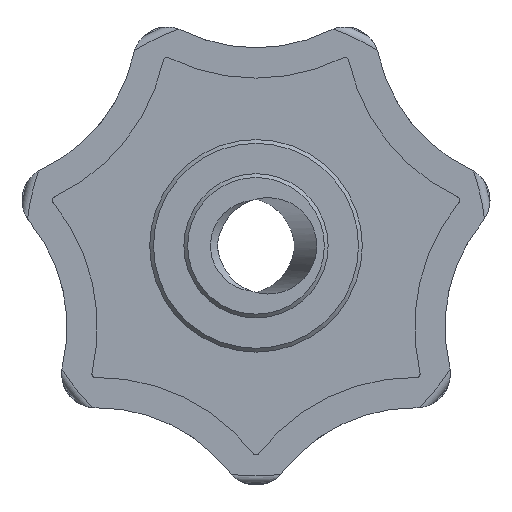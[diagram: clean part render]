
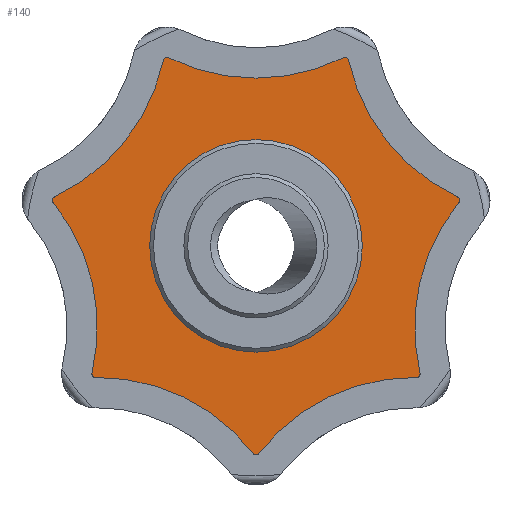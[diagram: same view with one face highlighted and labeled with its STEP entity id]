
A CAD part, front view. The second image highlights one B-rep face of the part: STEP entity #140.
In plain terms, the highlighted planar face has unit normal (0, -1, 0).
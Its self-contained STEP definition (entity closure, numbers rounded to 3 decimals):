
#140 = ADVANCED_FACE( '', ( #332, #333 ), #334, .F. );
#332 = FACE_OUTER_BOUND( '', #582, .T. );
#333 = FACE_BOUND( '', #583, .T. );
#334 = PLANE( '', #584 );
#582 = EDGE_LOOP( '', ( #930, #931, #932, #933, #934, #935, #936, #937, #938, #939, #940, #941, #942, #943 ) );
#583 = EDGE_LOOP( '', ( #944 ) );
#584 = AXIS2_PLACEMENT_3D( '', #945, #946, #947 );
#930 = ORIENTED_EDGE( '', *, *, #1537, .T. );
#931 = ORIENTED_EDGE( '', *, *, #1449, .F. );
#932 = ORIENTED_EDGE( '', *, *, #1538, .T. );
#933 = ORIENTED_EDGE( '', *, *, #1458, .F. );
#934 = ORIENTED_EDGE( '', *, *, #1453, .T. );
#935 = ORIENTED_EDGE( '', *, *, #1526, .F. );
#936 = ORIENTED_EDGE( '', *, *, #1539, .T. );
#937 = ORIENTED_EDGE( '', *, *, #1540, .F. );
#938 = ORIENTED_EDGE( '', *, *, #1541, .T. );
#939 = ORIENTED_EDGE( '', *, *, #1485, .F. );
#940 = ORIENTED_EDGE( '', *, *, #1542, .T. );
#941 = ORIENTED_EDGE( '', *, *, #1463, .F. );
#942 = ORIENTED_EDGE( '', *, *, #1543, .T. );
#943 = ORIENTED_EDGE( '', *, *, #1544, .F. );
#944 = ORIENTED_EDGE( '', *, *, #1514, .T. );
#945 = CARTESIAN_POINT( '', ( -34., 31.3, -13.768 ) );
#946 = DIRECTION( '', ( 0., 1., 0. ) );
#947 = DIRECTION( '', ( 0., 0., 1. ) );
#1449 = EDGE_CURVE( '', #1719, #1714, #1721, .T. );
#1453 = EDGE_CURVE( '', #1728, #1726, #1729, .T. );
#1458 = EDGE_CURVE( '', #1728, #1732, #1736, .T. );
#1463 = EDGE_CURVE( '', #1743, #1738, #1745, .T. );
#1485 = EDGE_CURVE( '', #1783, #1778, #1785, .T. );
#1514 = EDGE_CURVE( '', #1834, #1834, #1835, .T. );
#1526 = EDGE_CURVE( '', #1852, #1726, #1854, .T. );
#1537 = EDGE_CURVE( '', #1868, #1714, #1869, .T. );
#1538 = EDGE_CURVE( '', #1719, #1732, #1870, .T. );
#1539 = EDGE_CURVE( '', #1852, #1871, #1872, .T. );
#1540 = EDGE_CURVE( '', #1873, #1871, #1874, .T. );
#1541 = EDGE_CURVE( '', #1873, #1778, #1875, .T. );
#1542 = EDGE_CURVE( '', #1783, #1738, #1876, .T. );
#1543 = EDGE_CURVE( '', #1743, #1877, #1878, .T. );
#1544 = EDGE_CURVE( '', #1868, #1877, #1879, .T. );
#1714 = VERTEX_POINT( '', #2141 );
#1719 = VERTEX_POINT( '', #2147 );
#1721 = CIRCLE( '', #2150, 0.5 );
#1726 = VERTEX_POINT( '', #2155 );
#1728 = VERTEX_POINT( '', #2158 );
#1729 = CIRCLE( '', #2159, 26. );
#1732 = VERTEX_POINT( '', #2163 );
#1736 = CIRCLE( '', #2168, 0.5 );
#1738 = VERTEX_POINT( '', #2170 );
#1743 = VERTEX_POINT( '', #2176 );
#1745 = CIRCLE( '', #2179, 0.5 );
#1778 = VERTEX_POINT( '', #2310 );
#1783 = VERTEX_POINT( '', #2316 );
#1785 = CIRCLE( '', #2319, 0.5 );
#1834 = VERTEX_POINT( '', #2486 );
#1835 = CIRCLE( '', #2487, 14. );
#1852 = VERTEX_POINT( '', #2517 );
#1854 = CIRCLE( '', #2520, 0.5 );
#1868 = VERTEX_POINT( '', #2605 );
#1869 = CIRCLE( '', #2606, 26. );
#1870 = CIRCLE( '', #2607, 26. );
#1871 = VERTEX_POINT( '', #2608 );
#1872 = CIRCLE( '', #2609, 26. );
#1873 = VERTEX_POINT( '', #2610 );
#1874 = CIRCLE( '', #2611, 0.5 );
#1875 = CIRCLE( '', #2612, 26. );
#1876 = CIRCLE( '', #2613, 26. );
#1877 = VERTEX_POINT( '', #2614 );
#1878 = CIRCLE( '', #2615, 26. );
#1879 = CIRCLE( '', #2616, 0.5 );
#2141 = CARTESIAN_POINT( '', ( -21.596, 31.3, -16.719 ) );
#2147 = CARTESIAN_POINT( '', ( -21.105, 31.3, -17.334 ) );
#2150 = AXIS2_PLACEMENT_3D( '', #3338, #3339, #3340 );
#2155 = CARTESIAN_POINT( '', ( 21.105, 31.3, -17.334 ) );
#2158 = CARTESIAN_POINT( '', ( 0.394, 31.3, -27.308 ) );
#2159 = AXIS2_PLACEMENT_3D( '', #3345, #3346, #3347 );
#2163 = CARTESIAN_POINT( '', ( -0.394, 31.3, -27.308 ) );
#2168 = AXIS2_PLACEMENT_3D( '', #3353, #3354, #3355 );
#2170 = CARTESIAN_POINT( '', ( -11.494, 31.3, 24.775 ) );
#2176 = CARTESIAN_POINT( '', ( -12.203, 31.3, 24.433 ) );
#2179 = AXIS2_PLACEMENT_3D( '', #3361, #3362, #3363 );
#2310 = CARTESIAN_POINT( '', ( 12.203, 31.3, 24.433 ) );
#2316 = CARTESIAN_POINT( '', ( 11.494, 31.3, 24.775 ) );
#2319 = AXIS2_PLACEMENT_3D( '', #3386, #3387, #3388 );
#2486 = CARTESIAN_POINT( '', ( 14., 31.3, 0. ) );
#2487 = AXIS2_PLACEMENT_3D( '', #3426, #3427, #3428 );
#2517 = CARTESIAN_POINT( '', ( 21.596, 31.3, -16.719 ) );
#2520 = AXIS2_PLACEMENT_3D( '', #3448, #3449, #3450 );
#2605 = CARTESIAN_POINT( '', ( -26.711, 31.3, 5.693 ) );
#2606 = AXIS2_PLACEMENT_3D( '', #3457, #3458, #3459 );
#2607 = AXIS2_PLACEMENT_3D( '', #3460, #3461, #3462 );
#2608 = CARTESIAN_POINT( '', ( 26.711, 31.3, 5.693 ) );
#2609 = AXIS2_PLACEMENT_3D( '', #3463, #3464, #3465 );
#2610 = CARTESIAN_POINT( '', ( 26.536, 31.3, 6.461 ) );
#2611 = AXIS2_PLACEMENT_3D( '', #3466, #3467, #3468 );
#2612 = AXIS2_PLACEMENT_3D( '', #3469, #3470, #3471 );
#2613 = AXIS2_PLACEMENT_3D( '', #3472, #3473, #3474 );
#2614 = CARTESIAN_POINT( '', ( -26.536, 31.3, 6.461 ) );
#2615 = AXIS2_PLACEMENT_3D( '', #3475, #3476, #3477 );
#2616 = AXIS2_PLACEMENT_3D( '', #3478, #3479, #3480 );
#3338 = CARTESIAN_POINT( '', ( -21.109, 31.3, -16.834 ) );
#3339 = DIRECTION( '', ( 0., 1., 0. ) );
#3340 = DIRECTION( '', ( 1., 0., 0. ) );
#3345 = CARTESIAN_POINT( '', ( 20.868, 31.3, -43.333 ) );
#3346 = DIRECTION( '', ( 0., 1., 0. ) );
#3347 = DIRECTION( '', ( 1., 0., 0. ) );
#3353 = CARTESIAN_POINT( '', ( 0., 31.3, -27. ) );
#3354 = DIRECTION( '', ( 0., 1., 0. ) );
#3355 = DIRECTION( '', ( 1., 0., 0. ) );
#3361 = CARTESIAN_POINT( '', ( -11.715, 31.3, 24.326 ) );
#3362 = DIRECTION( '', ( 0., 1., 0. ) );
#3363 = DIRECTION( '', ( 1., 0., 0. ) );
#3386 = CARTESIAN_POINT( '', ( 11.715, 31.3, 24.326 ) );
#3387 = DIRECTION( '', ( 0., 1., 0. ) );
#3388 = DIRECTION( '', ( 1., 0., 0. ) );
#3426 = CARTESIAN_POINT( '', ( 0., 31.3, 0. ) );
#3427 = DIRECTION( '', ( 0., 1., 0. ) );
#3428 = DIRECTION( '', ( 1., 0., 0. ) );
#3448 = CARTESIAN_POINT( '', ( 21.109, 31.3, -16.834 ) );
#3449 = DIRECTION( '', ( 0., 1., 0. ) );
#3450 = DIRECTION( '', ( 1., 0., 0. ) );
#3457 = CARTESIAN_POINT( '', ( -46.89, 31.3, -10.702 ) );
#3458 = DIRECTION( '', ( 0., 1., 0. ) );
#3459 = DIRECTION( '', ( 1., 0., 0. ) );
#3460 = CARTESIAN_POINT( '', ( -20.868, 31.3, -43.333 ) );
#3461 = DIRECTION( '', ( 0., 1., 0. ) );
#3462 = DIRECTION( '', ( 1., 0., 0. ) );
#3463 = CARTESIAN_POINT( '', ( 46.89, 31.3, -10.702 ) );
#3464 = DIRECTION( '', ( 0., 1., 0. ) );
#3465 = DIRECTION( '', ( 1., 0., 0. ) );
#3466 = CARTESIAN_POINT( '', ( 26.323, 31.3, 6.008 ) );
#3467 = DIRECTION( '', ( 0., 1., 0. ) );
#3468 = DIRECTION( '', ( 1., 0., 0. ) );
#3469 = CARTESIAN_POINT( '', ( 37.603, 31.3, 29.987 ) );
#3470 = DIRECTION( '', ( 0., 1., 0. ) );
#3471 = DIRECTION( '', ( 1., 0., 0. ) );
#3472 = CARTESIAN_POINT( '', ( 0., 31.3, 48.096 ) );
#3473 = DIRECTION( '', ( 0., 1., 0. ) );
#3474 = DIRECTION( '', ( 1., 0., 0. ) );
#3475 = CARTESIAN_POINT( '', ( -37.603, 31.3, 29.987 ) );
#3476 = DIRECTION( '', ( 0., 1., 0. ) );
#3477 = DIRECTION( '', ( 1., 0., 0. ) );
#3478 = CARTESIAN_POINT( '', ( -26.323, 31.3, 6.008 ) );
#3479 = DIRECTION( '', ( 0., 1., 0. ) );
#3480 = DIRECTION( '', ( 1., 0., 0. ) );
